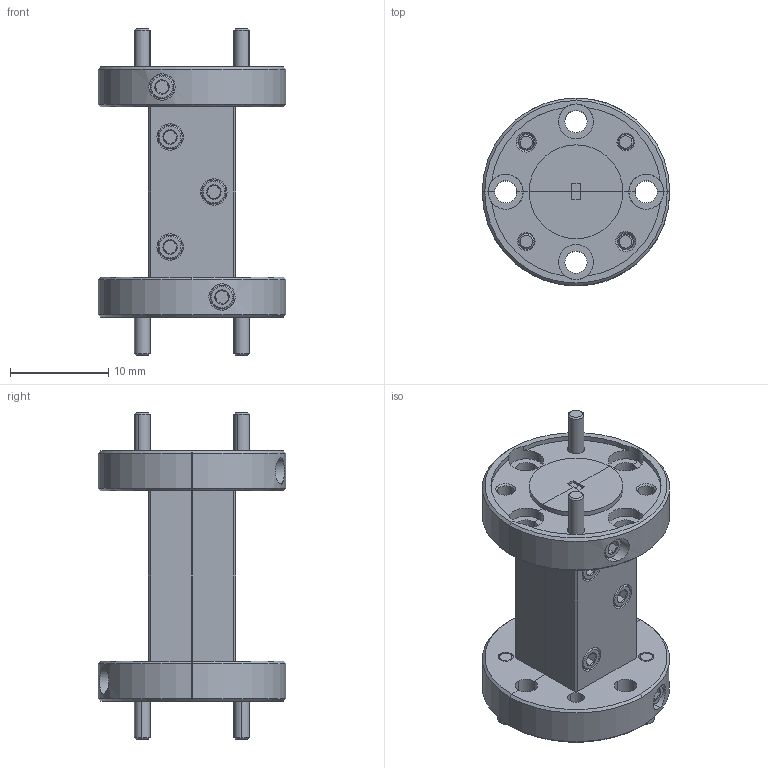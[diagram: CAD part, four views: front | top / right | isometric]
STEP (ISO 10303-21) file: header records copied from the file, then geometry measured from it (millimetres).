
FILE_DESCRIPTION (( 'STEP AP203' ), '1' );
FILE_NAME ('SWG-06010-F1.STEP', '2023-01-27T02:26:36', ( '' ), ( '' ), 'SwSTEP 2.0', 'SolidWorks 2021', '' );
FILE_SCHEMA (( 'CONFIG_CONTROL_DESIGN' ));
Length unit declared in the file: inch
Products named in the file (1): SWG-06010-F1
Bounding box: 19.05 x 19.05 x 33.15 mm (x, y, z)
Volume: 3300 mm3; surface area: 3510.8 mm2
Topology: 16 solids, 16 shells, 503 faces, 1099 edges, 668 vertices
Faces by surface type: plane 192, cylinder 158, cone 153
Entity records: 14182 total; most frequent: CARTESIAN_POINT 2833, DIRECTION 2507, ORIENTED_EDGE 2198, EDGE_CURVE 1099, AXIS2_PLACEMENT_3D 982, VERTEX_POINT 668, EDGE_LOOP 567, VECTOR 543
